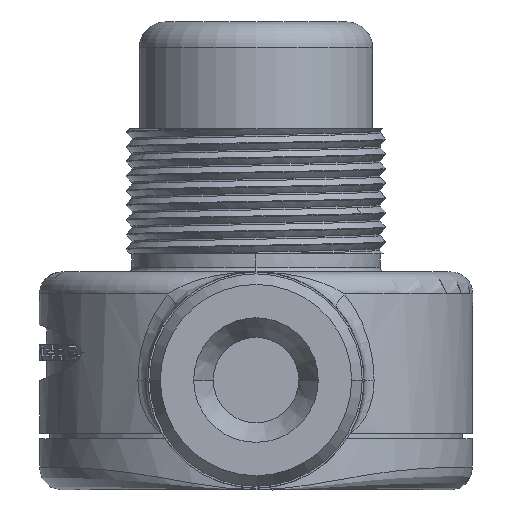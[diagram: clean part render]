
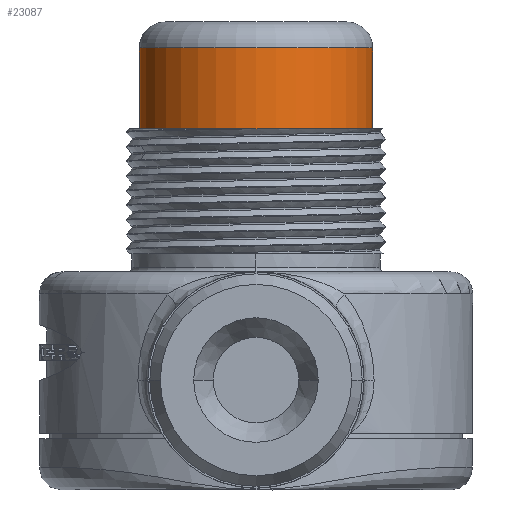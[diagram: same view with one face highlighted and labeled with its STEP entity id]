
A CAD part, front view. The second image highlights one B-rep face of the part: STEP entity #23087.
In plain terms, the highlighted cylindrical face has radius 8.1 mm (diameter 16.2 mm), a partial arc.
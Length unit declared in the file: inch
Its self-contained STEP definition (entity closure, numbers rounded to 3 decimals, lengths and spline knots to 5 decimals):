
#8356=CARTESIAN_POINT('',(0.,0.,0.686));
#8357=DIRECTION('',(0.,0.,1.));
#8358=DIRECTION('',(-1.,0.,0.));
#8359=AXIS2_PLACEMENT_3D('',#8356,#8357,#8358);
#9607=CARTESIAN_POINT('',(0.,0.,0.90647));
#9608=DIRECTION('',(0.,0.,1.));
#9609=DIRECTION('',(-1.,0.,0.));
#9610=AXIS2_PLACEMENT_3D('',#9607,#9608,#9609);
#9612=DIRECTION('',(0.,0.,1.));
#9613=VECTOR('',#9612,0.22047);
#9614=CARTESIAN_POINT('',(0.3189,0.,0.686));
#9615=LINE('',#9614,#9613);
#9621=DIRECTION('',(0.,0.,1.));
#9622=VECTOR('',#9621,0.22047);
#9623=CARTESIAN_POINT('',(-0.3189,0.,0.686));
#9624=LINE('',#9623,#9622);
#10645=CARTESIAN_POINT('',(-0.3189,0.,0.90647));
#10646=CARTESIAN_POINT('',(0.3189,0.,0.90647));
#10647=VERTEX_POINT('',#10645);
#10648=VERTEX_POINT('',#10646);
#10685=CARTESIAN_POINT('',(-0.3189,0.,0.686));
#10686=CARTESIAN_POINT('',(0.3189,0.,0.686));
#10687=VERTEX_POINT('',#10685);
#10688=VERTEX_POINT('',#10686);
#23073=CARTESIAN_POINT('',(0.,0.,0.35726));
#23074=DIRECTION('',(0.,0.,1.));
#23075=DIRECTION('',(-1.,0.,0.));
#23076=AXIS2_PLACEMENT_3D('',#23073,#23074,#23075);
#23077=CYLINDRICAL_SURFACE('',#23076,0.3189);
#23078=ORIENTED_EDGE('',*,*,#21836,.F.);
#23080=ORIENTED_EDGE('',*,*,#23079,.T.);
#23082=ORIENTED_EDGE('',*,*,#23081,.T.);
#23084=ORIENTED_EDGE('',*,*,#23083,.F.);
#23085=EDGE_LOOP('',(#23078,#23080,#23082,#23084));
#23086=FACE_OUTER_BOUND('',#23085,.F.);
#23087=ADVANCED_FACE('',(#23086),#23077,.T.);
#8360=CIRCLE('',#8359,0.3189);
#9611=CIRCLE('',#9610,0.3189);
#21836=EDGE_CURVE('',#10687,#10688,#8360,.T.);
#23079=EDGE_CURVE('',#10687,#10647,#9624,.T.);
#23081=EDGE_CURVE('',#10647,#10648,#9611,.T.);
#23083=EDGE_CURVE('',#10688,#10648,#9615,.T.);
